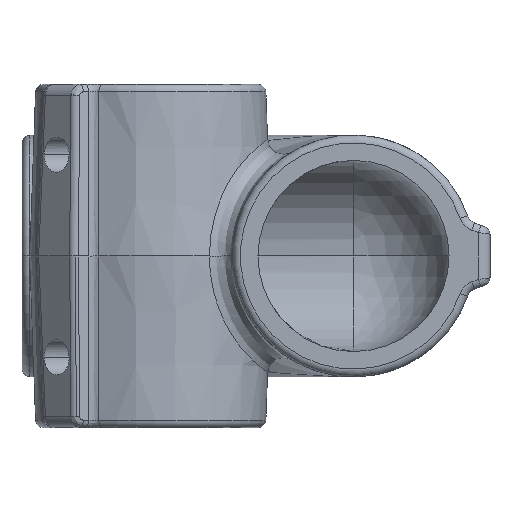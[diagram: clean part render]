
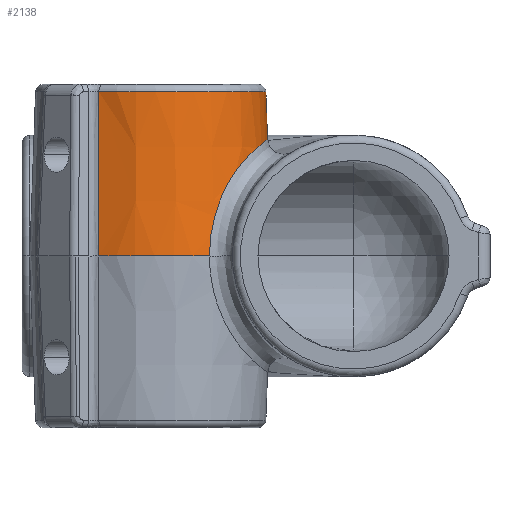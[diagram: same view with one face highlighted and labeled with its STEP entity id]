
A CAD part, front view. The second image highlights one B-rep face of the part: STEP entity #2138.
In plain terms, the highlighted conical face has half-angle 2 degrees and reference radius 31 mm.
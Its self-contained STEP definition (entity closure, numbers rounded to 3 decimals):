
#62 = CARTESIAN_POINT ( 'NONE',  ( 15.058, -27.097, 0. ) ) ;
#130 = CARTESIAN_POINT ( 'NONE',  ( 17.27, -25.199, 12.936 ) ) ;
#166 = CARTESIAN_POINT ( 'NONE',  ( 17.613, -24.921, 13.866 ) ) ;
#264 = CARTESIAN_POINT ( 'NONE',  ( -13.309, -26.415, 40.715 ) ) ;
#267 = AXIS2_PLACEMENT_3D ( 'NONE', #1287, #905, #2532 ) ;
#288 = VERTEX_POINT ( 'NONE', #3378 ) ;
#301 = EDGE_LOOP ( 'NONE', ( #4118, #4054, #596, #2325, #1397 ) ) ;
#349 = CIRCLE ( 'NONE', #4359, 29.531 ) ;
#548 = CARTESIAN_POINT ( 'NONE',  ( 20.071, -22.755, 19.053 ) ) ;
#570 = VECTOR ( 'NONE', #621, 1000. ) ;
#596 = ORIENTED_EDGE ( 'NONE', *, *, #1574, .T. ) ;
#621 = DIRECTION ( 'NONE',  ( 0.035, 0., -0.999 ) ) ;
#876 = B_SPLINE_CURVE_WITH_KNOTS ( 'NONE', 3,
 ( #1083, #264, #4402, #3091, #3934, #5191, #1478, #4331, #4740, #4348 ),
 .UNSPECIFIED., .F., .F.,
 ( 4, 3, 3, 4 ),
 ( 0.002, 0.006, 0.03, 0.044 ),
 .UNSPECIFIED. ) ;
#905 = DIRECTION ( 'NONE',  ( 0., 0., 1. ) ) ;
#928 = EDGE_CURVE ( 'NONE', #3251, #3164, #3503, .T. ) ;
#930 = CARTESIAN_POINT ( 'NONE',  ( -13.386, -27.961, 0. ) ) ;
#947 = AXIS2_PLACEMENT_3D ( 'NONE', #1316, #4659, #2580 ) ;
#955 = CARTESIAN_POINT ( 'NONE',  ( 15.387, -26.706, 5.122 ) ) ;
#1004 = CARTESIAN_POINT ( 'NONE',  ( 17.107, -25.329, 12.466 ) ) ;
#1083 = CARTESIAN_POINT ( 'NONE',  ( -13.306, -26.363, 42.07 ) ) ;
#1244 = CARTESIAN_POINT ( 'NONE',  ( 29.531, 0., 42.07 ) ) ;
#1287 = CARTESIAN_POINT ( 'NONE',  ( 0., 0., 0. ) ) ;
#1316 = CARTESIAN_POINT ( 'NONE',  ( 0., 0., 0. ) ) ;
#1351 = CARTESIAN_POINT ( 'NONE',  ( 18.76, -23.956, 16.559 ) ) ;
#1369 = CARTESIAN_POINT ( 'NONE',  ( 28.753, -8.531, 28.983 ) ) ;
#1385 = CARTESIAN_POINT ( 'NONE',  ( 18.356, -24.303, 15.685 ) ) ;
#1397 = ORIENTED_EDGE ( 'NONE', *, *, #3040, .T. ) ;
#1399 = CARTESIAN_POINT ( 'NONE',  ( 25.482, -16.004, 26.129 ) ) ;
#1478 = CARTESIAN_POINT ( 'NONE',  ( -13.362, -27.429, 14.022 ) ) ;
#1574 = EDGE_CURVE ( 'NONE', #288, #3251, #876, .T. ) ;
#1753 = CARTESIAN_POINT ( 'NONE',  ( 17.794, -24.772, 14.328 ) ) ;
#1773 = CARTESIAN_POINT ( 'NONE',  ( 28.311, -9.973, 28.644 ) ) ;
#1808 = CARTESIAN_POINT ( 'NONE',  ( 15.06, -27.055, 1.031 ) ) ;
#1823 = CARTESIAN_POINT ( 'NONE',  ( 26.827, -13.555, 27.405 ) ) ;
#1902 = VERTEX_POINT ( 'NONE', #3179 ) ;
#2003 = DIRECTION ( 'NONE',  ( 1., 0., 0. ) ) ;
#2138 = ADVANCED_FACE ( 'NONE', ( #2365 ), #5256, .T. ) ;
#2181 = CARTESIAN_POINT ( 'NONE',  ( 29.139, -7.062, 29.27 ) ) ;
#2227 = CARTESIAN_POINT ( 'NONE',  ( 29.958, 0., 29.85 ) ) ;
#2242 = CARTESIAN_POINT ( 'NONE',  ( 29.958, -2.068, 29.85 ) ) ;
#2325 = ORIENTED_EDGE ( 'NONE', *, *, #928, .T. ) ;
#2365 = FACE_OUTER_BOUND ( 'NONE', #301, .T. ) ;
#2532 = DIRECTION ( 'NONE',  ( -1., 0., 0. ) ) ;
#2580 = DIRECTION ( 'NONE',  ( -1., 0., 0. ) ) ;
#2627 = CARTESIAN_POINT ( 'NONE',  ( 26.173, -14.8, 26.8 ) ) ;
#2646 = CARTESIAN_POINT ( 'NONE',  ( 25.947, -15.207, 26.585 ) ) ;
#2990 = CARTESIAN_POINT ( 'NONE',  ( 16.339, -25.94, 10.099 ) ) ;
#3009 = CARTESIAN_POINT ( 'NONE',  ( 29.251, -6.569, 29.352 ) ) ;
#3040 = EDGE_CURVE ( 'NONE', #3164, #1902, #4633, .T. ) ;
#3043 = CARTESIAN_POINT ( 'NONE',  ( 19.617, -23.182, 18.243 ) ) ;
#3091 = CARTESIAN_POINT ( 'NONE',  ( -13.314, -26.518, 38.004 ) ) ;
#3164 = VERTEX_POINT ( 'NONE', #62 ) ;
#3179 = CARTESIAN_POINT ( 'NONE',  ( 29.958, 0., 29.85 ) ) ;
#3251 = VERTEX_POINT ( 'NONE', #930 ) ;
#3284 = EDGE_CURVE ( 'NONE', #5308, #1902, #4016, .T. ) ;
#3378 = CARTESIAN_POINT ( 'NONE',  ( -13.306, -26.363, 42.07 ) ) ;
#3446 = CARTESIAN_POINT ( 'NONE',  ( 23.016, -19.583, 23.43 ) ) ;
#3458 = CARTESIAN_POINT ( 'NONE',  ( 31., 0., 0. ) ) ;
#3461 = CARTESIAN_POINT ( 'NONE',  ( 21.021, -21.806, 20.607 ) ) ;
#3503 = CIRCLE ( 'NONE', #267, 31. ) ;
#3609 = DIRECTION ( 'NONE',  ( 0., 0., -1. ) ) ;
#3843 = CARTESIAN_POINT ( 'NONE',  ( 15.102, -26.991, 2.057 ) ) ;
#3857 = CARTESIAN_POINT ( 'NONE',  ( 25.242, -16.395, 25.886 ) ) ;
#3885 = EDGE_CURVE ( 'NONE', #5308, #288, #349, .T. ) ;
#3934 = CARTESIAN_POINT ( 'NONE',  ( -13.331, -26.822, 30.01 ) ) ;
#4012 = CARTESIAN_POINT ( 'NONE',  ( 0., 0., 42.07 ) ) ;
#4016 = LINE ( 'NONE', #3458, #570 ) ;
#4054 = ORIENTED_EDGE ( 'NONE', *, *, #3885, .T. ) ;
#4118 = ORIENTED_EDGE ( 'NONE', *, *, #3284, .F. ) ;
#4221 = CARTESIAN_POINT ( 'NONE',  ( 15.265, -26.817, 4.101 ) ) ;
#4240 = CARTESIAN_POINT ( 'NONE',  ( 21.519, -21.28, 21.353 ) ) ;
#4271 = CARTESIAN_POINT ( 'NONE',  ( 27.234, -12.693, 27.759 ) ) ;
#4288 = CARTESIAN_POINT ( 'NONE',  ( 27.976, -10.902, 28.378 ) ) ;
#4331 = CARTESIAN_POINT ( 'NONE',  ( -13.37, -27.606, 9.348 ) ) ;
#4348 = CARTESIAN_POINT ( 'NONE',  ( -13.386, -27.961, 0. ) ) ;
#4359 = AXIS2_PLACEMENT_3D ( 'NONE', #4012, #3609, #2003 ) ;
#4402 = CARTESIAN_POINT ( 'NONE',  ( -13.312, -26.466, 39.359 ) ) ;
#4630 = CARTESIAN_POINT ( 'NONE',  ( 28.89, -8.042, 29.086 ) ) ;
#4633 = B_SPLINE_CURVE_WITH_KNOTS ( 'NONE', 3,
 ( #4675, #1808, #3843, #4221, #955, #5115, #2990, #1004, #130, #166, #1753, #1385, #1351, #3043, #548, #3461, #4240, #3446, #4649, #3857, #1399, #2646, #2627, #1823, #4271, #4288, #1773, #1369, #4630, #2181, #3009, #4693, #2242, #2227 ),
 .UNSPECIFIED., .F., .F.,
 ( 4, 2, 2, 2, 2, 2, 2, 2, 2, 2, 2, 2, 2, 2, 2, 2, 4 ),
 ( 0., 0.003, 0.006, 0.012, 0.014, 0.015, 0.019, 0.022, 0.025, 0.031, 0.032, 0.034, 0.037, 0.04, 0.042, 0.043, 0.049 ),
 .UNSPECIFIED. ) ;
#4649 = CARTESIAN_POINT ( 'NONE',  ( 24.031, -18.28, 24.621 ) ) ;
#4659 = DIRECTION ( 'NONE',  ( 0., 0., -1. ) ) ;
#4675 = CARTESIAN_POINT ( 'NONE',  ( 15.058, -27.097, 0. ) ) ;
#4693 = CARTESIAN_POINT ( 'NONE',  ( 29.75, -4.092, 29.712 ) ) ;
#4740 = CARTESIAN_POINT ( 'NONE',  ( -13.379, -27.784, 4.674 ) ) ;
#5115 = CARTESIAN_POINT ( 'NONE',  ( 15.868, -26.303, 8.143 ) ) ;
#5191 = CARTESIAN_POINT ( 'NONE',  ( -13.347, -27.126, 22.016 ) ) ;
#5256 = CONICAL_SURFACE ( 'NONE', #947, 31., 0.035 ) ;
#5308 = VERTEX_POINT ( 'NONE', #1244 ) ;
